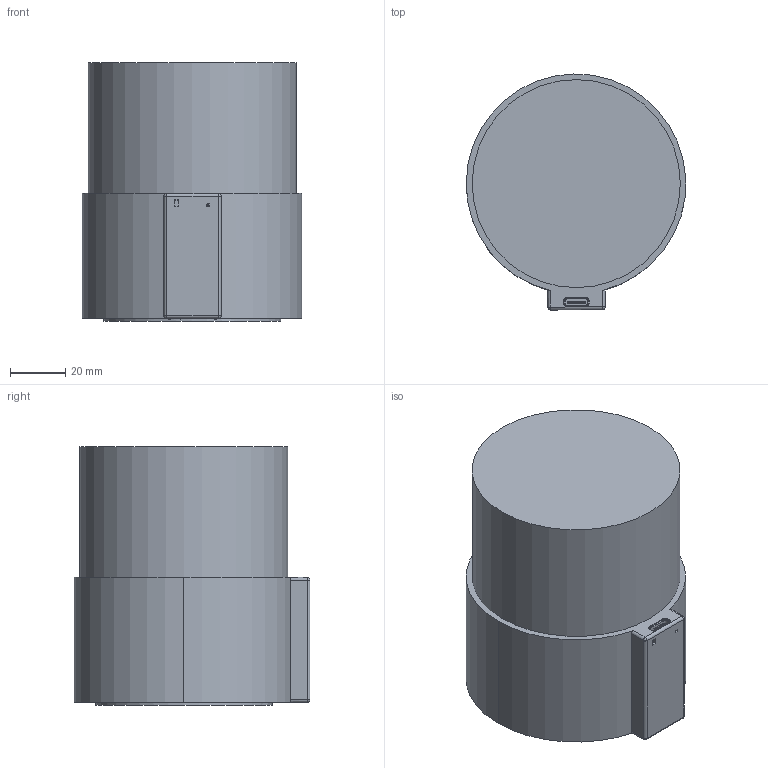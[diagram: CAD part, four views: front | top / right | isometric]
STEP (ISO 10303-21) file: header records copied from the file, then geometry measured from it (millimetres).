
FILE_DESCRIPTION(('HOOPS Exchange Step'),'2;1');
FILE_NAME('temp_export','2024-12-18T02:52:09-19:30',('mobile'),('Shapr3D Limited'),'HOOPS Exchange 2024.6','Shapr3D','Authorized');
FILE_SCHEMA( ('AP242_MANAGED_MODEL_BASED_3D_ENGINEERING_MIM_LF {1 0 10303 442 1 1 4 }') );
Length unit declared in the file: millimetre
Products named in the file (44): Inner ring; BOSS-EXTRUDE14_8_:1; BOSS-EXTRUDE7_4_:1; BOSS-EXTRUDE7_3_:1; BOSS-EXTRUDE14_4_:1; BOSS-EXTRUDE14_2_:1; BOSS-EXTRUDE14_11_:1; BOSS-EXTRUDE7_7_:1; BOSS-EXTRUDE14_9_:1; BOSS-EXTRUDE14_3_:1; BOSS-EXTRUDE14_7_:1; MIRROR2:1; BOSS-EXTRUDE14_5_:1; BOSS-EXTRUDE14_12_:1; BOSS-EXTRUDE7_8_:1; BOSS-EXTRUDE7_1_:1; BOSS-EXTRUDE14_10_:1; BOSS-EXTRUDE7_9_:1; BOSS-EXTRUDE14_6_:1; CHAMFER9:1; BOSS-EXTRUDE14_1_:1; BOSS-EXTRUDE7_6_:1; BOSS-EXTRUDE7_2_:1; CUT-EXTRUDE5:1; BOSS-EXTRUDE7_5_:1; USB TYPE C PORT (1):1; USB TYPE C PORT:1; Shield:1; Body:1; Pins:1; SKTAAAE010 v1:2; CAP:1; ANT1:1; Silkscreen:1; CAP:2; CAP 3:1; LED:1; USR:1; PCB (1):1; 2 v1:1 ...
Assembly tree (43 placements, depth 5):
  root
    Inner ring
    XIAO-nRF52840 v15.step
      USB TYPE C PORT:1
        USB TYPE C PORT (1):1
          BOSS-EXTRUDE14_8_:1
          BOSS-EXTRUDE7_4_:1
          BOSS-EXTRUDE7_3_:1
          BOSS-EXTRUDE14_4_:1
          BOSS-EXTRUDE14_2_:1
          BOSS-EXTRUDE14_11_:1
          BOSS-EXTRUDE7_7_:1
          BOSS-EXTRUDE14_9_:1
          BOSS-EXTRUDE14_3_:1
          BOSS-EXTRUDE14_7_:1
          MIRROR2:1
          BOSS-EXTRUDE14_5_:1
          BOSS-EXTRUDE14_12_:1
          BOSS-EXTRUDE7_8_:1
          BOSS-EXTRUDE7_1_:1
          BOSS-EXTRUDE14_10_:1
          BOSS-EXTRUDE7_9_:1
          BOSS-EXTRUDE14_6_:1
          CHAMFER9:1
          BOSS-EXTRUDE14_1_:1
          BOSS-EXTRUDE7_6_:1
          BOSS-EXTRUDE7_2_:1
          CUT-EXTRUDE5:1
          BOSS-EXTRUDE7_5_:1
      Shield:1
      SKTAAAE010 v1:2
        Body:1
        Pins:1
      PCB (1):1
        CAP:1
        ANT1:1
        Silkscreen:1
        CAP:2
        CAP 3:1
        LED:1
        USR:1
      MSM261D3526H1CPM:1
        2 v1:1
    Imported
Bounding box: 79.46 x 85.34 x 93.52 mm (x, y, z)
Volume: 388229.2 mm3; surface area: 76208.4 mm2
Topology: 89 solids, 93 shells, 1926 faces, 4955 edges, 3263 vertices
Faces by surface type: plane 1537, cylinder 340, sphere 26, torus 13, cone 8, bspline 2
Full cylindrical faces by diameter (mm): 0.3 x2, 0.5 x2, 0.525 x2, 0.6 x2, 0.75 x14, 1.524 x4, 4.2 x8, 64 x1, 64.8 x1, 75.1 x1, 75.3 x1
Entity records: 59556 total; most frequent: CARTESIAN_POINT 10498, ORIENTED_EDGE 9886, DIRECTION 9719, EDGE_CURVE 4943, VECTOR 4167, LINE 4167, VERTEX_POINT 3263, AXIS2_PLACEMENT_3D 2776
